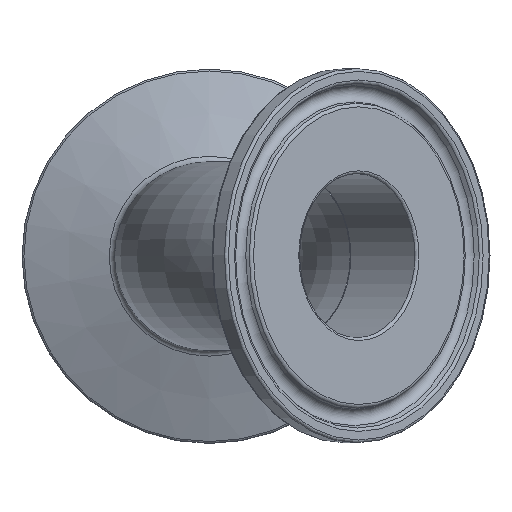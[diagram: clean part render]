
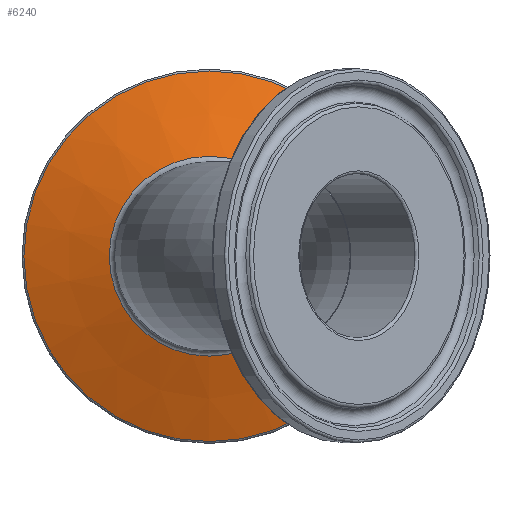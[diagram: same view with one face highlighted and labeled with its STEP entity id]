
A CAD part, top view. The second image highlights one B-rep face of the part: STEP entity #6240.
In plain terms, the highlighted conical face has half-angle 70 degrees and reference radius 18.948 mm.
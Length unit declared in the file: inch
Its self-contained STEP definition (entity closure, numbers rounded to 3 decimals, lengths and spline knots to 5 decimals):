
#16=CONICAL_SURFACE('',#6483,0.746,70.);
#57=CIRCLE('',#6482,0.98213);
#58=CIRCLE('',#6484,0.52961);
#128=FACE_BOUND('',#1791,.T.);
#1370=FACE_OUTER_BOUND('',#1790,.T.);
#1790=EDGE_LOOP('',(#5742));
#1791=EDGE_LOOP('',(#5743));
#3013=VERTEX_POINT('',#13985);
#3014=VERTEX_POINT('',#13988);
#3929=EDGE_CURVE('',#3013,#3013,#57,.T.);
#3930=EDGE_CURVE('',#3014,#3014,#58,.T.);
#5742=ORIENTED_EDGE('',*,*,#3930,.F.);
#5743=ORIENTED_EDGE('',*,*,#3929,.F.);
#6240=ADVANCED_FACE('',(#1370,#128),#16,.T.);
#6482=AXIS2_PLACEMENT_3D('',#13986,#7250,#7251);
#6483=AXIS2_PLACEMENT_3D('',#13987,#7252,#7253);
#6484=AXIS2_PLACEMENT_3D('',#13989,#7254,#7255);
#7250=DIRECTION('center_axis',(0.,0.,
-1.));
#7251=DIRECTION('ref_axis',(0.,-1.,0.));
#7252=DIRECTION('center_axis',(0.,0.,
-1.));
#7253=DIRECTION('ref_axis',(0.,1.,0.));
#7254=DIRECTION('center_axis',(0.,0.,
1.));
#7255=DIRECTION('ref_axis',(0.,-1.,0.));
#13985=CARTESIAN_POINT('',(0.,0.98213,-0.38441));
#13986=CARTESIAN_POINT('Origin',(0.,0.,
-0.38441));
#13987=CARTESIAN_POINT('Origin',(0.,0.,
-0.29846));
#13988=CARTESIAN_POINT('',(0.,0.52961,-0.2197));
#13989=CARTESIAN_POINT('Origin',(0.,0.,
-0.2197));
